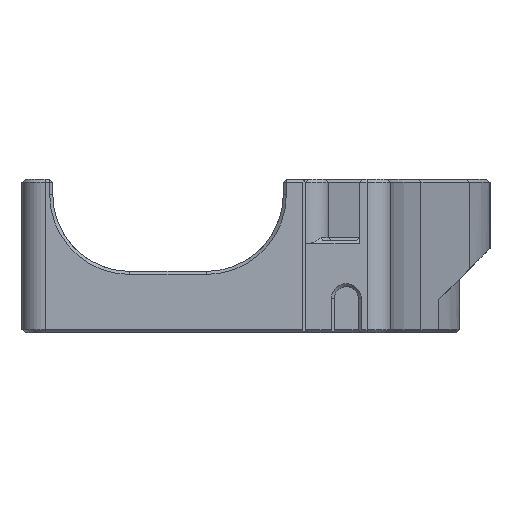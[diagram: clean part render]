
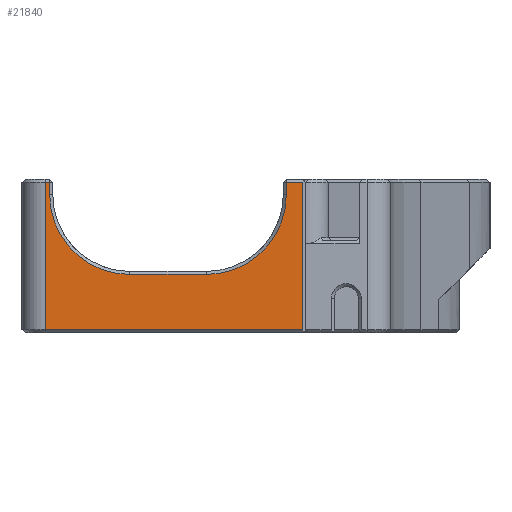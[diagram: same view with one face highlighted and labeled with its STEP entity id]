
A CAD part, left-side view. The second image highlights one B-rep face of the part: STEP entity #21840.
In plain terms, the highlighted planar face has unit normal (-1, 0, 0).
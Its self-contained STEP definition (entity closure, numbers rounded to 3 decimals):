
#1691=PLANE('',#23498);
#2724=FACE_OUTER_BOUND('',#4067,.T.);
#4067=EDGE_LOOP('',(#18622,#18623,#18624,#18625,#18626,#18627,#18628,#18629,
#18630,#18631));
#5903=LINE('',#39011,#7901);
#5909=LINE('',#39023,#7907);
#5913=LINE('',#39035,#7911);
#5915=LINE('',#39043,#7913);
#5918=LINE('',#39049,#7916);
#5948=LINE('',#39210,#7946);
#5949=LINE('',#39212,#7947);
#5950=LINE('',#39213,#7948);
#7901=VECTOR('',#27632,10.);
#7907=VECTOR('',#27644,10.);
#7911=VECTOR('',#27656,10.);
#7913=VECTOR('',#27666,10.);
#7916=VECTOR('',#27671,10.);
#7946=VECTOR('',#27759,10.);
#7947=VECTOR('',#27760,10.);
#7948=VECTOR('',#27761,10.);
#8964=CIRCLE('',#23463,10.4);
#8966=CIRCLE('',#23467,10.4);
#10494=VERTEX_POINT('',#38996);
#10497=VERTEX_POINT('',#39006);
#10500=VERTEX_POINT('',#39014);
#10501=VERTEX_POINT('',#39021);
#10503=VERTEX_POINT('',#39026);
#10505=VERTEX_POINT('',#39032);
#10507=VERTEX_POINT('',#39038);
#10508=VERTEX_POINT('',#39046);
#10539=VERTEX_POINT('',#39209);
#10540=VERTEX_POINT('',#39211);
#13283=EDGE_CURVE('',#10497,#10494,#5903,.T.);
#13289=EDGE_CURVE('',#10501,#10500,#5909,.T.);
#13292=EDGE_CURVE('',#10503,#10501,#8964,.T.);
#13295=EDGE_CURVE('',#10505,#10503,#5913,.T.);
#13298=EDGE_CURVE('',#10507,#10505,#8966,.T.);
#13299=EDGE_CURVE('',#10494,#10507,#5915,.T.);
#13302=EDGE_CURVE('',#10500,#10508,#5918,.T.);
#13352=EDGE_CURVE('',#10508,#10539,#5948,.T.);
#13353=EDGE_CURVE('',#10539,#10540,#5949,.T.);
#13354=EDGE_CURVE('',#10540,#10497,#5950,.T.);
#18622=ORIENTED_EDGE('',*,*,#13302,.T.);
#18623=ORIENTED_EDGE('',*,*,#13352,.T.);
#18624=ORIENTED_EDGE('',*,*,#13353,.T.);
#18625=ORIENTED_EDGE('',*,*,#13354,.T.);
#18626=ORIENTED_EDGE('',*,*,#13283,.T.);
#18627=ORIENTED_EDGE('',*,*,#13299,.T.);
#18628=ORIENTED_EDGE('',*,*,#13298,.T.);
#18629=ORIENTED_EDGE('',*,*,#13295,.T.);
#18630=ORIENTED_EDGE('',*,*,#13292,.T.);
#18631=ORIENTED_EDGE('',*,*,#13289,.T.);
#21840=ADVANCED_FACE('',(#2724),#1691,.F.);
#23463=AXIS2_PLACEMENT_3D('',#39029,#27650,#27651);
#23467=AXIS2_PLACEMENT_3D('',#39041,#27662,#27663);
#23498=AXIS2_PLACEMENT_3D('',#39208,#27757,#27758);
#27632=DIRECTION('',(0.,1.,0.));
#27644=DIRECTION('',(0.,0.,1.));
#27650=DIRECTION('center_axis',(1.,0.,0.));
#27651=DIRECTION('ref_axis',(0.,0.,-1.));
#27656=DIRECTION('',(0.,1.,0.));
#27662=DIRECTION('center_axis',(1.,0.,0.));
#27663=DIRECTION('ref_axis',(0.,-1.,0.));
#27666=DIRECTION('',(0.,0.,-1.));
#27671=DIRECTION('',(0.,1.,0.));
#27757=DIRECTION('center_axis',(1.,0.,0.));
#27758=DIRECTION('ref_axis',(0.,0.,-1.));
#27759=DIRECTION('',(0.,0.,-1.));
#27760=DIRECTION('',(0.,-1.,0.));
#27761=DIRECTION('',(0.,0.,1.));
#38996=CARTESIAN_POINT('',(-218.,-34.4,19.6));
#39006=CARTESIAN_POINT('',(-218.,-36.5,19.6));
#39011=CARTESIAN_POINT('',(-218.,-29.738,19.6));
#39014=CARTESIAN_POINT('',(-218.,-3.6,19.6));
#39021=CARTESIAN_POINT('',(-218.,-3.6,18.));
#39023=CARTESIAN_POINT('',(-218.,-3.6,15.));
#39026=CARTESIAN_POINT('',(-218.,-14.,7.6));
#39029=CARTESIAN_POINT('Origin',(-218.,-14.,18.));
#39032=CARTESIAN_POINT('',(-218.,-24.,7.6));
#39035=CARTESIAN_POINT('',(-218.,-13.238,7.6));
#39038=CARTESIAN_POINT('',(-218.,-34.4,18.));
#39041=CARTESIAN_POINT('Origin',(-218.,-24.,18.));
#39043=CARTESIAN_POINT('',(-218.,-34.4,14.));
#39046=CARTESIAN_POINT('',(-218.,-3.,19.6));
#39049=CARTESIAN_POINT('',(-218.,-6.238,19.6));
#39208=CARTESIAN_POINT('Origin',(-218.,-12.475,10.));
#39209=CARTESIAN_POINT('',(-218.,-3.,0.4));
#39210=CARTESIAN_POINT('',(-218.,-3.,5.));
#39211=CARTESIAN_POINT('',(-218.,-36.5,0.4));
#39212=CARTESIAN_POINT('',(-218.,-18.713,0.4));
#39213=CARTESIAN_POINT('',(-218.,-36.5,15.));
